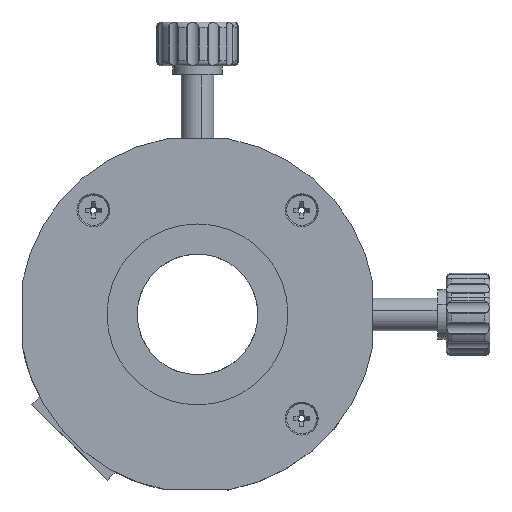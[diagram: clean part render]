
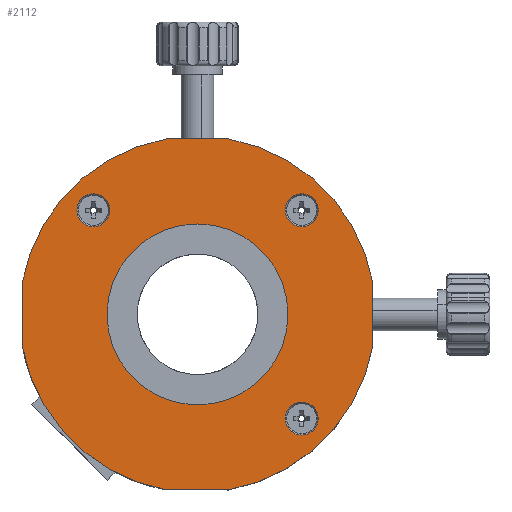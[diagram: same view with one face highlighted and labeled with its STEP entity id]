
A CAD part, top view. The second image highlights one B-rep face of the part: STEP entity #2112.
In plain terms, the highlighted planar face has unit normal (0, 0, 1).
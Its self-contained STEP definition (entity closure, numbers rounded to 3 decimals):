
#21 = VERTEX_POINT ( 'NONE', #10455 ) ;
#46 = ORIENTED_EDGE ( 'NONE', *, *, #589, .T. ) ;
#242 = VERTEX_POINT ( 'NONE', #5659 ) ;
#393 = AXIS2_PLACEMENT_3D ( 'NONE', #5122, #694, #9678 ) ;
#589 = EDGE_CURVE ( 'NONE', #21, #3010, #4264, .T. ) ;
#686 = CARTESIAN_POINT ( 'NONE',  ( 19., 19., 8. ) ) ;
#694 = DIRECTION ( 'NONE',  ( 0., 0., 1. ) ) ;
#695 = VERTEX_POINT ( 'NONE', #6015 ) ;
#781 = ORIENTED_EDGE ( 'NONE', *, *, #12122, .F. ) ;
#829 = DIRECTION ( 'NONE',  ( 0., 0., 1. ) ) ;
#876 = EDGE_CURVE ( 'NONE', #8760, #6135, #3673, .T. ) ;
#1228 = FACE_BOUND ( 'NONE', #2802, .T. ) ;
#1294 = ORIENTED_EDGE ( 'NONE', *, *, #3245, .T. ) ;
#1325 = AXIS2_PLACEMENT_3D ( 'NONE', #9893, #4284, #2145 ) ;
#1574 = CARTESIAN_POINT ( 'NONE',  ( 5.679, 32., 8. ) ) ;
#1913 = VERTEX_POINT ( 'NONE', #8308 ) ;
#1956 = ORIENTED_EDGE ( 'NONE', *, *, #12021, .F. ) ;
#2108 = FACE_BOUND ( 'NONE', #11587, .T. ) ;
#2112 = ADVANCED_FACE ( 'NONE', ( #2108, #4542, #1228, #8820, #9040 ), #7935, .T. ) ;
#2145 = DIRECTION ( 'NONE',  ( 1., 0., 0. ) ) ;
#2226 = CARTESIAN_POINT ( 'NONE',  ( -5.679, 32., 8. ) ) ;
#2248 = ORIENTED_EDGE ( 'NONE', *, *, #11480, .T. ) ;
#2249 = AXIS2_PLACEMENT_3D ( 'NONE', #7316, #8486, #8567 ) ;
#2294 = AXIS2_PLACEMENT_3D ( 'NONE', #13673, #14504, #12580 ) ;
#2417 = CARTESIAN_POINT ( 'NONE',  ( 22., -19., 8. ) ) ;
#2421 = CIRCLE ( 'NONE', #4543, 32.5 ) ;
#2520 = AXIS2_PLACEMENT_3D ( 'NONE', #13516, #8898, #7854 ) ;
#2757 = DIRECTION ( 'NONE',  ( 0., 0., 1. ) ) ;
#2802 = EDGE_LOOP ( 'NONE', ( #11639, #4721 ) ) ;
#2997 = ORIENTED_EDGE ( 'NONE', *, *, #14031, .T. ) ;
#3010 = VERTEX_POINT ( 'NONE', #9978 ) ;
#3088 = CARTESIAN_POINT ( 'NONE',  ( -32., -5.679, 8. ) ) ;
#3169 = VERTEX_POINT ( 'NONE', #1574 ) ;
#3245 = EDGE_CURVE ( 'NONE', #4869, #21, #11807, .T. ) ;
#3291 = LINE ( 'NONE', #7784, #12598 ) ;
#3417 = DIRECTION ( 'NONE',  ( 0., 0., 1. ) ) ;
#3633 = AXIS2_PLACEMENT_3D ( 'NONE', #686, #4275, #8774 ) ;
#3636 = CARTESIAN_POINT ( 'NONE',  ( 19., -19., 8. ) ) ;
#3641 = EDGE_CURVE ( 'NONE', #3010, #14052, #14126, .T. ) ;
#3665 = CIRCLE ( 'NONE', #1325, 32.5 ) ;
#3673 = CIRCLE ( 'NONE', #393, 3. ) ;
#3748 = CARTESIAN_POINT ( 'NONE',  ( -22., 19., 8. ) ) ;
#3899 = CIRCLE ( 'NONE', #8838, 3. ) ;
#3932 = EDGE_CURVE ( 'NONE', #12437, #1913, #11365, .T. ) ;
#4264 = CIRCLE ( 'NONE', #13430, 32.5 ) ;
#4275 = DIRECTION ( 'NONE',  ( 0., 0., 1. ) ) ;
#4284 = DIRECTION ( 'NONE',  ( 0., 0., 1. ) ) ;
#4362 = CARTESIAN_POINT ( 'NONE',  ( 19., -19., 8. ) ) ;
#4461 = EDGE_CURVE ( 'NONE', #14245, #695, #9992, .T. ) ;
#4542 = FACE_BOUND ( 'NONE', #13306, .T. ) ;
#4543 = AXIS2_PLACEMENT_3D ( 'NONE', #5531, #12302, #5829 ) ;
#4607 = DIRECTION ( 'NONE',  ( -1., 0., 0. ) ) ;
#4651 = CARTESIAN_POINT ( 'NONE',  ( 5.679, -32., 8. ) ) ;
#4721 = ORIENTED_EDGE ( 'NONE', *, *, #12051, .F. ) ;
#4789 = AXIS2_PLACEMENT_3D ( 'NONE', #7326, #5950, #6156 ) ;
#4869 = VERTEX_POINT ( 'NONE', #12363 ) ;
#5122 = CARTESIAN_POINT ( 'NONE',  ( -19., 19., 8. ) ) ;
#5437 = CARTESIAN_POINT ( 'NONE',  ( 32., -5.679, 8. ) ) ;
#5531 = CARTESIAN_POINT ( 'NONE',  ( 0., 0., 8. ) ) ;
#5659 = CARTESIAN_POINT ( 'NONE',  ( 32., 5.679, 8. ) ) ;
#5829 = DIRECTION ( 'NONE',  ( 1., 0., 0. ) ) ;
#5950 = DIRECTION ( 'NONE',  ( 0., 0., 1. ) ) ;
#5991 = CARTESIAN_POINT ( 'NONE',  ( -16.5, 0., 8. ) ) ;
#6015 = CARTESIAN_POINT ( 'NONE',  ( 19., 16., 8. ) ) ;
#6135 = VERTEX_POINT ( 'NONE', #3748 ) ;
#6156 = DIRECTION ( 'NONE',  ( 1., 0., 0. ) ) ;
#6204 = ORIENTED_EDGE ( 'NONE', *, *, #13999, .T. ) ;
#6254 = CARTESIAN_POINT ( 'NONE',  ( -5.679, 32., 8. ) ) ;
#6288 = VERTEX_POINT ( 'NONE', #6254 ) ;
#6422 = DIRECTION ( 'NONE',  ( 0., -1., 0. ) ) ;
#6531 = VERTEX_POINT ( 'NONE', #13364 ) ;
#6801 = ORIENTED_EDGE ( 'NONE', *, *, #11946, .F. ) ;
#6817 = CARTESIAN_POINT ( 'NONE',  ( 0., 0., 8. ) ) ;
#6973 = ORIENTED_EDGE ( 'NONE', *, *, #3932, .F. ) ;
#7146 = ORIENTED_EDGE ( 'NONE', *, *, #7348, .F. ) ;
#7245 = CARTESIAN_POINT ( 'NONE',  ( -19., 19., 8. ) ) ;
#7316 = CARTESIAN_POINT ( 'NONE',  ( 19., 19., 8. ) ) ;
#7326 = CARTESIAN_POINT ( 'NONE',  ( 0., 0., 8. ) ) ;
#7348 = EDGE_CURVE ( 'NONE', #1913, #12437, #9589, .T. ) ;
#7784 = CARTESIAN_POINT ( 'NONE',  ( 32., -5.679, 8. ) ) ;
#7824 = DIRECTION ( 'NONE',  ( -1., 0., 0. ) ) ;
#7854 = DIRECTION ( 'NONE',  ( 1., 0., 0. ) ) ;
#7935 = PLANE ( 'NONE',  #2520 ) ;
#8308 = CARTESIAN_POINT ( 'NONE',  ( 16.5, 0., 8. ) ) ;
#8486 = DIRECTION ( 'NONE',  ( 0., 0., 1. ) ) ;
#8567 = DIRECTION ( 'NONE',  ( 0., -1., 0. ) ) ;
#8597 = CIRCLE ( 'NONE', #2249, 3. ) ;
#8717 = DIRECTION ( 'NONE',  ( -1., 0., 0. ) ) ;
#8760 = VERTEX_POINT ( 'NONE', #9932 ) ;
#8774 = DIRECTION ( 'NONE',  ( 0., -1., 0. ) ) ;
#8808 = VERTEX_POINT ( 'NONE', #5437 ) ;
#8820 = FACE_OUTER_BOUND ( 'NONE', #12765, .T. ) ;
#8838 = AXIS2_PLACEMENT_3D ( 'NONE', #3636, #13804, #4607 ) ;
#8897 = DIRECTION ( 'NONE',  ( 1., 0., 0. ) ) ;
#8898 = DIRECTION ( 'NONE',  ( 0., 0., 1. ) ) ;
#9024 = AXIS2_PLACEMENT_3D ( 'NONE', #14216, #11052, #9951 ) ;
#9040 = FACE_BOUND ( 'NONE', #9255, .T. ) ;
#9255 = EDGE_LOOP ( 'NONE', ( #6973, #7146 ) ) ;
#9323 = CIRCLE ( 'NONE', #14486, 3. ) ;
#9507 = CARTESIAN_POINT ( 'NONE',  ( -5.679, -32., 8. ) ) ;
#9589 = CIRCLE ( 'NONE', #2294, 16.5 ) ;
#9678 = DIRECTION ( 'NONE',  ( 1., 0., 0. ) ) ;
#9893 = CARTESIAN_POINT ( 'NONE',  ( 0., 0., 8. ) ) ;
#9932 = CARTESIAN_POINT ( 'NONE',  ( -16., 19., 8. ) ) ;
#9940 = CIRCLE ( 'NONE', #9024, 32.5 ) ;
#9951 = DIRECTION ( 'NONE',  ( 1., 0., 0. ) ) ;
#9978 = CARTESIAN_POINT ( 'NONE',  ( -5.679, -32., 8. ) ) ;
#9989 = VERTEX_POINT ( 'NONE', #2417 ) ;
#9992 = CIRCLE ( 'NONE', #3633, 3. ) ;
#10109 = ORIENTED_EDGE ( 'NONE', *, *, #3641, .T. ) ;
#10124 = DIRECTION ( 'NONE',  ( 1., 0., 0. ) ) ;
#10266 = ORIENTED_EDGE ( 'NONE', *, *, #12109, .T. ) ;
#10455 = CARTESIAN_POINT ( 'NONE',  ( -32., -5.679, 8. ) ) ;
#10569 = DIRECTION ( 'NONE',  ( 1., 0., 0. ) ) ;
#10622 = ORIENTED_EDGE ( 'NONE', *, *, #4461, .F. ) ;
#10726 = AXIS2_PLACEMENT_3D ( 'NONE', #7245, #2757, #10569 ) ;
#11052 = DIRECTION ( 'NONE',  ( 0., 0., 1. ) ) ;
#11365 = CIRCLE ( 'NONE', #4789, 16.5 ) ;
#11480 = EDGE_CURVE ( 'NONE', #8808, #242, #3291, .T. ) ;
#11587 = EDGE_LOOP ( 'NONE', ( #781, #6801 ) ) ;
#11639 = ORIENTED_EDGE ( 'NONE', *, *, #876, .F. ) ;
#11772 = CARTESIAN_POINT ( 'NONE',  ( 19., 22., 8. ) ) ;
#11807 = LINE ( 'NONE', #3088, #12128 ) ;
#11946 = EDGE_CURVE ( 'NONE', #9989, #6531, #3899, .T. ) ;
#12021 = EDGE_CURVE ( 'NONE', #695, #14245, #8597, .T. ) ;
#12051 = EDGE_CURVE ( 'NONE', #6135, #8760, #13299, .T. ) ;
#12109 = EDGE_CURVE ( 'NONE', #6288, #4869, #3665, .T. ) ;
#12122 = EDGE_CURVE ( 'NONE', #6531, #9989, #9323, .T. ) ;
#12128 = VECTOR ( 'NONE', #6422, 1000. ) ;
#12134 = EDGE_CURVE ( 'NONE', #3169, #6288, #13123, .T. ) ;
#12276 = DIRECTION ( 'NONE',  ( 0., 1., 0. ) ) ;
#12302 = DIRECTION ( 'NONE',  ( 0., 0., 1. ) ) ;
#12308 = VECTOR ( 'NONE', #8897, 1000. ) ;
#12363 = CARTESIAN_POINT ( 'NONE',  ( -32., 5.679, 8. ) ) ;
#12437 = VERTEX_POINT ( 'NONE', #5991 ) ;
#12530 = ORIENTED_EDGE ( 'NONE', *, *, #12134, .T. ) ;
#12580 = DIRECTION ( 'NONE',  ( 1., 0., 0. ) ) ;
#12598 = VECTOR ( 'NONE', #12276, 1000. ) ;
#12765 = EDGE_LOOP ( 'NONE', ( #2997, #12530, #10266, #1294, #46, #10109, #6204, #2248 ) ) ;
#13068 = VECTOR ( 'NONE', #8717, 1000. ) ;
#13123 = LINE ( 'NONE', #2226, #13068 ) ;
#13299 = CIRCLE ( 'NONE', #10726, 3. ) ;
#13306 = EDGE_LOOP ( 'NONE', ( #1956, #10622 ) ) ;
#13364 = CARTESIAN_POINT ( 'NONE',  ( 16., -19., 8. ) ) ;
#13430 = AXIS2_PLACEMENT_3D ( 'NONE', #6817, #3417, #10124 ) ;
#13516 = CARTESIAN_POINT ( 'NONE',  ( 0., 0., 8. ) ) ;
#13673 = CARTESIAN_POINT ( 'NONE',  ( 0., 0., 8. ) ) ;
#13804 = DIRECTION ( 'NONE',  ( 0., 0., 1. ) ) ;
#13999 = EDGE_CURVE ( 'NONE', #14052, #8808, #9940, .T. ) ;
#14031 = EDGE_CURVE ( 'NONE', #242, #3169, #2421, .T. ) ;
#14052 = VERTEX_POINT ( 'NONE', #4651 ) ;
#14126 = LINE ( 'NONE', #9507, #12308 ) ;
#14216 = CARTESIAN_POINT ( 'NONE',  ( 0., 0., 8. ) ) ;
#14245 = VERTEX_POINT ( 'NONE', #11772 ) ;
#14486 = AXIS2_PLACEMENT_3D ( 'NONE', #4362, #829, #7824 ) ;
#14504 = DIRECTION ( 'NONE',  ( 0., 0., 1. ) ) ;
